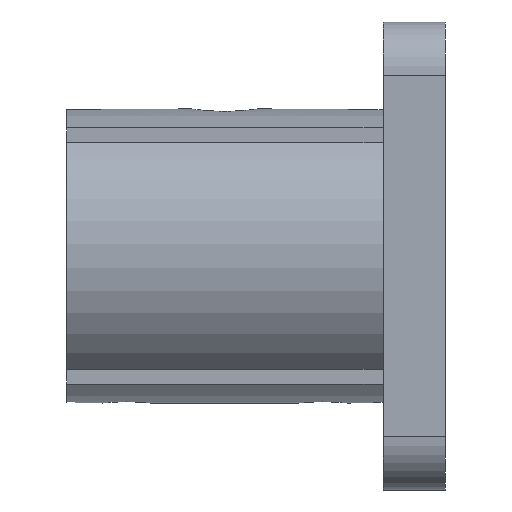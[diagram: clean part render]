
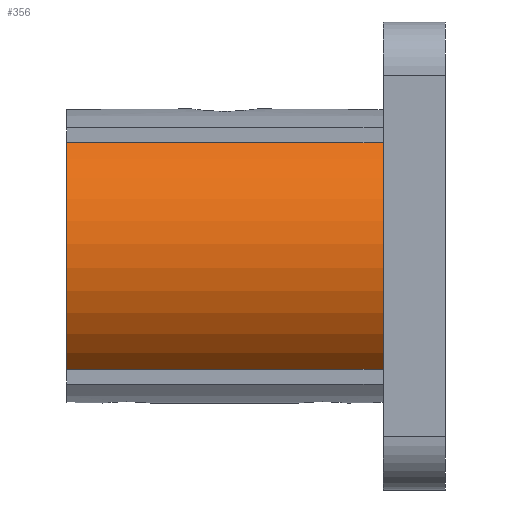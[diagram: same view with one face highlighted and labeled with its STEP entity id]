
A CAD part, left-side view. The second image highlights one B-rep face of the part: STEP entity #356.
In plain terms, the highlighted cylindrical face has radius 33 mm (diameter 66 mm), a partial arc.
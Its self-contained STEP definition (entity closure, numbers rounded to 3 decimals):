
#356 = ADVANCED_FACE( '', ( #736 ), #737, .T. );
#736 = FACE_OUTER_BOUND( '', #1159, .T. );
#737 = CYLINDRICAL_SURFACE( '', #1160, 33. );
#1159 = EDGE_LOOP( '', ( #1930, #1931, #1932, #1933 ) );
#1160 = AXIS2_PLACEMENT_3D( '', #1934, #1935, #1936 );
#1930 = ORIENTED_EDGE( '', *, *, #2656, .F. );
#1931 = ORIENTED_EDGE( '', *, *, #2387, .F. );
#1932 = ORIENTED_EDGE( '', *, *, #2657, .F. );
#1933 = ORIENTED_EDGE( '', *, *, #2650, .T. );
#1934 = CARTESIAN_POINT( '', ( 0., 85., 0. ) );
#1935 = DIRECTION( '', ( 0., 1., 0. ) );
#1936 = DIRECTION( '', ( 0., 0., -1. ) );
#2387 = EDGE_CURVE( '', #2805, #2801, #2807, .T. );
#2650 = EDGE_CURVE( '', #3211, #3208, #3212, .T. );
#2656 = EDGE_CURVE( '', #2801, #3208, #3220, .F. );
#2657 = EDGE_CURVE( '', #3211, #2805, #3221, .T. );
#2801 = VERTEX_POINT( '', #3400 );
#2805 = VERTEX_POINT( '', #3406 );
#2807 = LINE( '', #3409, #3410 );
#3208 = VERTEX_POINT( '', #4242 );
#3211 = VERTEX_POINT( '', #4246 );
#3212 = LINE( '', #4247, #4248 );
#3220 = CIRCLE( '', #4258, 33. );
#3221 = CIRCLE( '', #4259, 33. );
#3400 = CARTESIAN_POINT( '', ( -21., 14., 25.456 ) );
#3406 = CARTESIAN_POINT( '', ( -21., 85., 25.456 ) );
#3409 = CARTESIAN_POINT( '', ( -21., 85., 25.456 ) );
#3410 = VECTOR( '', #4571, 1000. );
#4242 = CARTESIAN_POINT( '', ( -21., 14., -25.456 ) );
#4246 = CARTESIAN_POINT( '', ( -21., 85., -25.456 ) );
#4247 = CARTESIAN_POINT( '', ( -21., 85., -25.456 ) );
#4248 = VECTOR( '', #4851, 1000. );
#4258 = AXIS2_PLACEMENT_3D( '', #4857, #4858, #4859 );
#4259 = AXIS2_PLACEMENT_3D( '', #4860, #4861, #4862 );
#4571 = DIRECTION( '', ( 0., -1., 0. ) );
#4851 = DIRECTION( '', ( 0., -1., 0. ) );
#4857 = CARTESIAN_POINT( '', ( 0., 14., 0. ) );
#4858 = DIRECTION( '', ( 0., 1., 0. ) );
#4859 = DIRECTION( '', ( 0., 0., 1. ) );
#4860 = CARTESIAN_POINT( '', ( 0., 85., 0. ) );
#4861 = DIRECTION( '', ( 0., 1., 0. ) );
#4862 = DIRECTION( '', ( 1., 0., 0. ) );
